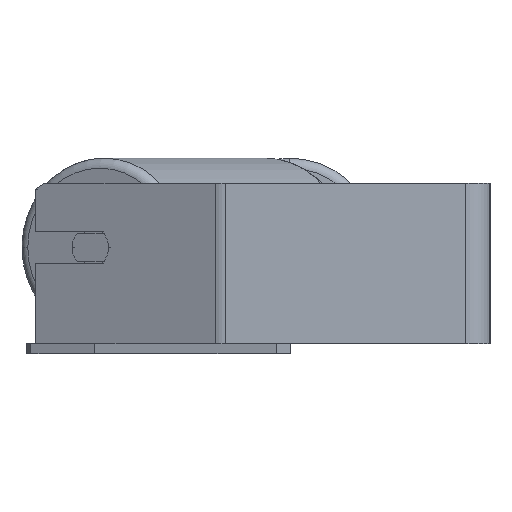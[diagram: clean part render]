
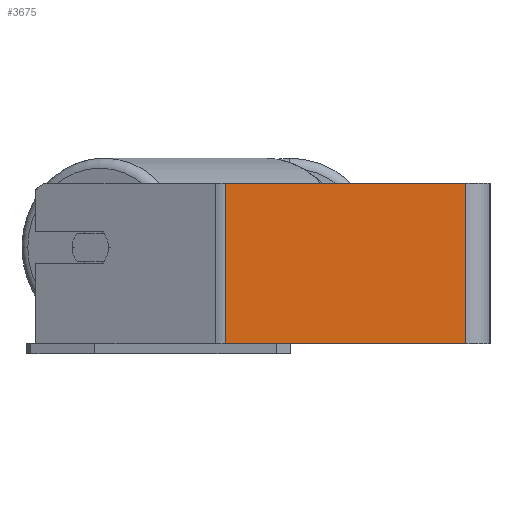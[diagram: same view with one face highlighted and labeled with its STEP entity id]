
A CAD part, left-side view. The second image highlights one B-rep face of the part: STEP entity #3675.
In plain terms, the highlighted planar face has unit normal (-1, 0, 0).
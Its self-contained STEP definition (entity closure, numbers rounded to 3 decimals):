
#256 = VERTEX_POINT ( 'NONE', #7383 ) ;
#272 = CARTESIAN_POINT ( 'NONE',  ( -360., 131.718, 40. ) ) ;
#692 = FACE_OUTER_BOUND ( 'NONE', #7221, .T. ) ;
#1293 = CARTESIAN_POINT ( 'NONE',  ( -360., 131.718, 40. ) ) ;
#1325 = EDGE_CURVE ( 'NONE', #2826, #256, #6077, .T. ) ;
#1815 = VECTOR ( 'NONE', #3059, 1000. ) ;
#2410 = ORIENTED_EDGE ( 'NONE', *, *, #6500, .F. ) ;
#2626 = ORIENTED_EDGE ( 'NONE', *, *, #4862, .T. ) ;
#2826 = VERTEX_POINT ( 'NONE', #5468 ) ;
#2931 = CARTESIAN_POINT ( 'NONE',  ( -360., 131.718, -40. ) ) ;
#3059 = DIRECTION ( 'NONE',  ( 0., -1., 0. ) ) ;
#3070 = LINE ( 'NONE', #272, #5740 ) ;
#3363 = AXIS2_PLACEMENT_3D ( 'NONE', #4185, #6297, #7778 ) ;
#3381 = DIRECTION ( 'NONE',  ( 0., 0., -1. ) ) ;
#3491 = CARTESIAN_POINT ( 'NONE',  ( -360., 134.379, 40. ) ) ;
#3675 = ADVANCED_FACE ( 'NONE', ( #692 ), #8392, .F. ) ;
#4185 = CARTESIAN_POINT ( 'NONE',  ( -360., 134.379, 40. ) ) ;
#4420 = DIRECTION ( 'NONE',  ( 0., 0., -1. ) ) ;
#4576 = VECTOR ( 'NONE', #6331, 1000. ) ;
#4862 = EDGE_CURVE ( 'NONE', #8324, #4919, #3070, .T. ) ;
#4919 = VERTEX_POINT ( 'NONE', #2931 ) ;
#4927 = ORIENTED_EDGE ( 'NONE', *, *, #7766, .T. ) ;
#5027 = LINE ( 'NONE', #3491, #4576 ) ;
#5461 = ORIENTED_EDGE ( 'NONE', *, *, #1325, .F. ) ;
#5468 = CARTESIAN_POINT ( 'NONE',  ( -360., 12., 40. ) ) ;
#5740 = VECTOR ( 'NONE', #4420, 1000. ) ;
#5981 = CARTESIAN_POINT ( 'NONE',  ( -360., 134.379, -40. ) ) ;
#5984 = VECTOR ( 'NONE', #3381, 1000. ) ;
#6077 = LINE ( 'NONE', #6275, #5984 ) ;
#6275 = CARTESIAN_POINT ( 'NONE',  ( -360., 12., 40. ) ) ;
#6297 = DIRECTION ( 'NONE',  ( 1., 0., 0. ) ) ;
#6331 = DIRECTION ( 'NONE',  ( 0., -1., 0. ) ) ;
#6500 = EDGE_CURVE ( 'NONE', #8324, #2826, #5027, .T. ) ;
#6545 = LINE ( 'NONE', #5981, #1815 ) ;
#7221 = EDGE_LOOP ( 'NONE', ( #4927, #5461, #2410, #2626 ) ) ;
#7383 = CARTESIAN_POINT ( 'NONE',  ( -360., 12., -40. ) ) ;
#7766 = EDGE_CURVE ( 'NONE', #4919, #256, #6545, .T. ) ;
#7778 = DIRECTION ( 'NONE',  ( 0., 0., -1. ) ) ;
#8324 = VERTEX_POINT ( 'NONE', #1293 ) ;
#8392 = PLANE ( 'NONE',  #3363 ) ;
